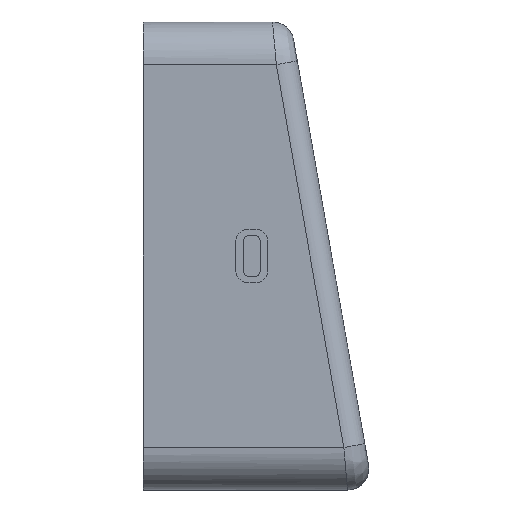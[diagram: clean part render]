
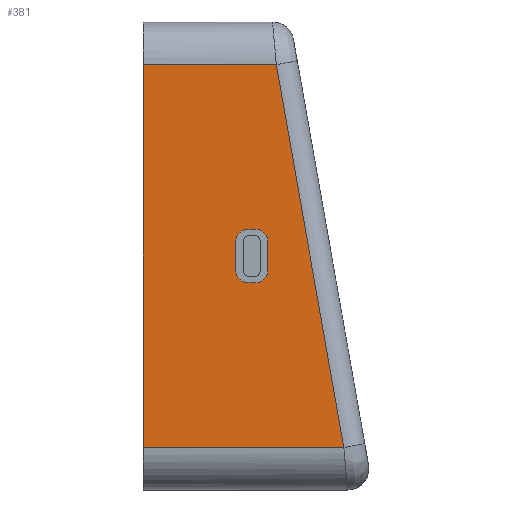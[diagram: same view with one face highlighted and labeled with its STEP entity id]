
A CAD part, left-side view. The second image highlights one B-rep face of the part: STEP entity #381.
In plain terms, the highlighted planar face has unit normal (-1, 0, 0).
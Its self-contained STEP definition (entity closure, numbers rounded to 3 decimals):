
#32 = VERTEX_POINT('',#33);
#33 = CARTESIAN_POINT('',(-93.,0.,-2.));
#40 = EDGE_CURVE('',#32,#41,#43,.T.);
#41 = VERTEX_POINT('',#42);
#42 = CARTESIAN_POINT('',(-93.,-47.16,-2.));
#43 = LINE('',#44,#45);
#44 = CARTESIAN_POINT('',(-93.,0.,-2.));
#45 = VECTOR('',#46,1.);
#46 = DIRECTION('',(0.,-1.,0.));
#216 = EDGE_CURVE('',#32,#217,#219,.T.);
#217 = VERTEX_POINT('',#218);
#218 = CARTESIAN_POINT('',(-93.,0.,88.));
#219 = LINE('',#220,#221);
#220 = CARTESIAN_POINT('',(-93.,0.,-2.));
#221 = VECTOR('',#222,1.);
#222 = DIRECTION('',(0.,0.,1.));
#381 = ADVANCED_FACE('',(#382,#400),#470,.T.);
#382 = FACE_BOUND('',#383,.T.);
#383 = EDGE_LOOP('',(#384,#385,#393,#399));
#384 = ORIENTED_EDGE('',*,*,#40,.T.);
#385 = ORIENTED_EDGE('',*,*,#386,.F.);
#386 = EDGE_CURVE('',#387,#41,#389,.T.);
#387 = VERTEX_POINT('',#388);
#388 = CARTESIAN_POINT('',(-93.,-31.29,88.));
#389 = LINE('',#390,#391);
#390 = CARTESIAN_POINT('',(-93.,-31.443,87.132));
#391 = VECTOR('',#392,1.);
#392 = DIRECTION('',(0.,-0.174,-0.985));
#393 = ORIENTED_EDGE('',*,*,#394,.F.);
#394 = EDGE_CURVE('',#217,#387,#395,.T.);
#395 = LINE('',#396,#397);
#396 = CARTESIAN_POINT('',(-93.,0.,88.));
#397 = VECTOR('',#398,1.);
#398 = DIRECTION('',(0.,-1.,0.));
#399 = ORIENTED_EDGE('',*,*,#216,.F.);
#400 = FACE_BOUND('',#401,.T.);
#401 = EDGE_LOOP('',(#402,#412,#421,#429,#438,#446,#455,#463));
#402 = ORIENTED_EDGE('',*,*,#403,.F.);
#403 = EDGE_CURVE('',#404,#406,#408,.T.);
#404 = VERTEX_POINT('',#405);
#405 = CARTESIAN_POINT('',(-93.,-26.24,49.3));
#406 = VERTEX_POINT('',#407);
#407 = CARTESIAN_POINT('',(-93.,-24.84,49.3));
#408 = LINE('',#409,#410);
#409 = CARTESIAN_POINT('',(-93.,-26.24,49.3));
#410 = VECTOR('',#411,1.);
#411 = DIRECTION('',(0.,1.,0.));
#412 = ORIENTED_EDGE('',*,*,#413,.T.);
#413 = EDGE_CURVE('',#404,#414,#416,.T.);
#414 = VERTEX_POINT('',#415);
#415 = CARTESIAN_POINT('',(-93.,-29.34,46.2));
#416 = CIRCLE('',#417,3.1);
#417 = AXIS2_PLACEMENT_3D('',#418,#419,#420);
#418 = CARTESIAN_POINT('',(-93.,-26.24,46.2));
#419 = DIRECTION('',(1.,0.,0.));
#420 = DIRECTION('',(0.,1.,0.));
#421 = ORIENTED_EDGE('',*,*,#422,.F.);
#422 = EDGE_CURVE('',#423,#414,#425,.T.);
#423 = VERTEX_POINT('',#424);
#424 = CARTESIAN_POINT('',(-93.,-29.34,39.8));
#425 = LINE('',#426,#427);
#426 = CARTESIAN_POINT('',(-93.,-29.34,39.8));
#427 = VECTOR('',#428,1.);
#428 = DIRECTION('',(0.,0.,1.));
#429 = ORIENTED_EDGE('',*,*,#430,.T.);
#430 = EDGE_CURVE('',#423,#431,#433,.T.);
#431 = VERTEX_POINT('',#432);
#432 = CARTESIAN_POINT('',(-93.,-26.24,36.7));
#433 = CIRCLE('',#434,3.1);
#434 = AXIS2_PLACEMENT_3D('',#435,#436,#437);
#435 = CARTESIAN_POINT('',(-93.,-26.24,39.8));
#436 = DIRECTION('',(1.,0.,0.));
#437 = DIRECTION('',(0.,1.,0.));
#438 = ORIENTED_EDGE('',*,*,#439,.F.);
#439 = EDGE_CURVE('',#440,#431,#442,.T.);
#440 = VERTEX_POINT('',#441);
#441 = CARTESIAN_POINT('',(-93.,-24.84,36.7));
#442 = LINE('',#443,#444);
#443 = CARTESIAN_POINT('',(-93.,-24.84,36.7));
#444 = VECTOR('',#445,1.);
#445 = DIRECTION('',(0.,-1.,0.));
#446 = ORIENTED_EDGE('',*,*,#447,.T.);
#447 = EDGE_CURVE('',#440,#448,#450,.T.);
#448 = VERTEX_POINT('',#449);
#449 = CARTESIAN_POINT('',(-93.,-21.74,39.8));
#450 = CIRCLE('',#451,3.1);
#451 = AXIS2_PLACEMENT_3D('',#452,#453,#454);
#452 = CARTESIAN_POINT('',(-93.,-24.84,39.8));
#453 = DIRECTION('',(1.,0.,0.));
#454 = DIRECTION('',(0.,1.,0.));
#455 = ORIENTED_EDGE('',*,*,#456,.F.);
#456 = EDGE_CURVE('',#457,#448,#459,.T.);
#457 = VERTEX_POINT('',#458);
#458 = CARTESIAN_POINT('',(-93.,-21.74,46.2));
#459 = LINE('',#460,#461);
#460 = CARTESIAN_POINT('',(-93.,-21.74,46.2));
#461 = VECTOR('',#462,1.);
#462 = DIRECTION('',(0.,0.,-1.));
#463 = ORIENTED_EDGE('',*,*,#464,.T.);
#464 = EDGE_CURVE('',#457,#406,#465,.T.);
#465 = CIRCLE('',#466,3.1);
#466 = AXIS2_PLACEMENT_3D('',#467,#468,#469);
#467 = CARTESIAN_POINT('',(-93.,-24.84,46.2));
#468 = DIRECTION('',(1.,0.,0.));
#469 = DIRECTION('',(0.,1.,0.));
#470 = PLANE('',#471);
#471 = AXIS2_PLACEMENT_3D('',#472,#473,#474);
#472 = CARTESIAN_POINT('',(-93.,0.,-2.));
#473 = DIRECTION('',(-1.,0.,0.));
#474 = DIRECTION('',(0.,0.,1.));
